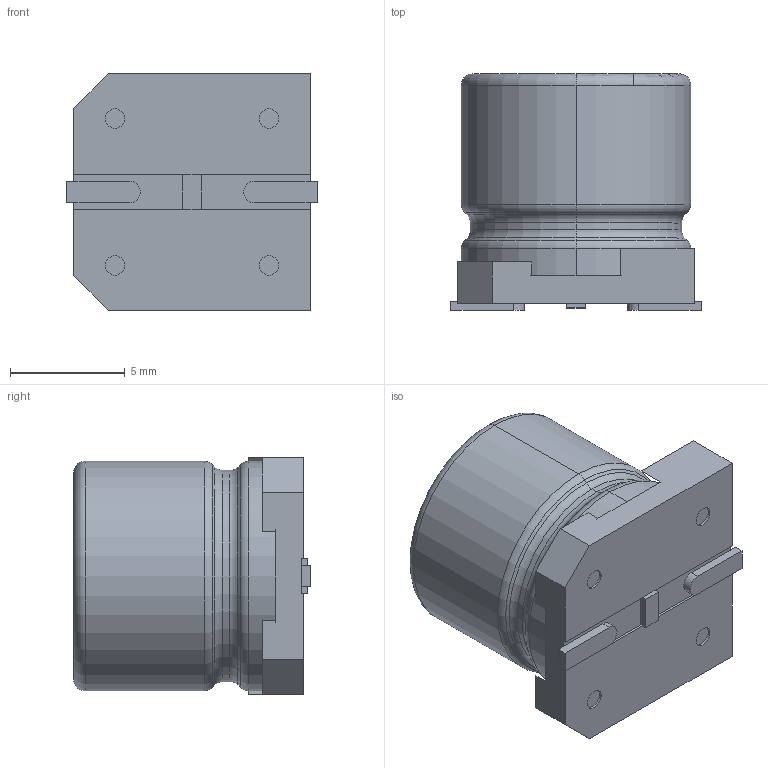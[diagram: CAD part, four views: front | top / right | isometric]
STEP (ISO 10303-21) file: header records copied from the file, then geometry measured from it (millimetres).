
FILE_DESCRIPTION (( 'STEP AP214' ), '1' );
FILE_NAME ('UUX2A100MNL1GS.STEP', '2024-01-02T19:38:06', ( '' ), ( '' ), 'SwSTEP 2.0', 'SolidWorks 2021', '' );
FILE_SCHEMA (( 'AUTOMOTIVE_DESIGN' ));
Length unit declared in the file: millimetre
Products named in the file (1): UUX2A100MNL1GS
Bounding box: 10.9 x 10.3 x 10.3 mm (x, y, z)
Volume: 813.4 mm3; surface area: 786.4 mm2
Topology: 5 solids, 5 shells, 81 faces, 177 edges, 110 vertices
Faces by surface type: plane 45, cylinder 20, torus 12, cone 4
Entity records: 2294 total; most frequent: DIRECTION 402, CARTESIAN_POINT 397, ORIENTED_EDGE 354, EDGE_CURVE 177, AXIS2_PLACEMENT_3D 147, VERTEX_POINT 110, LINE 108, VECTOR 108
